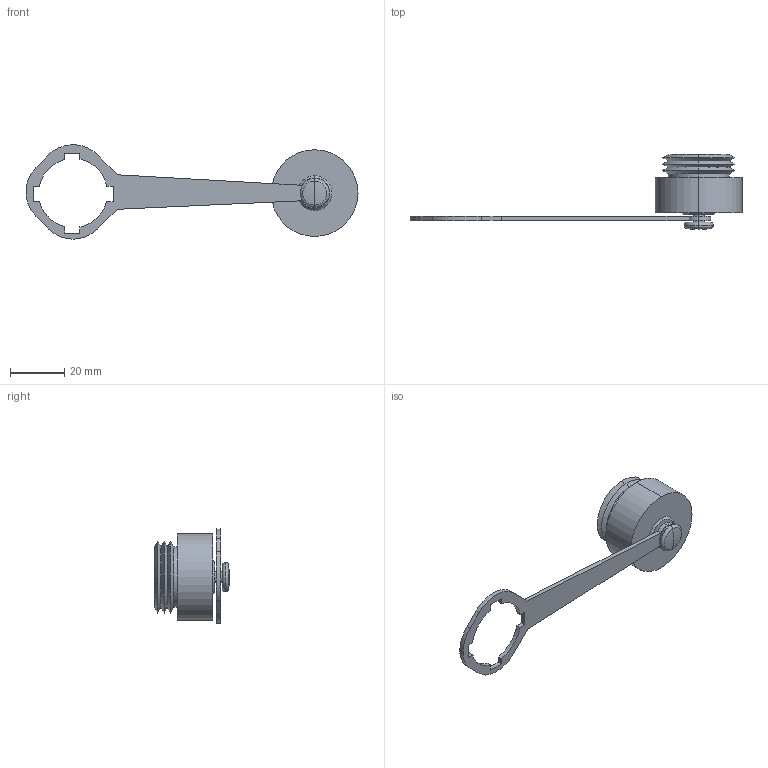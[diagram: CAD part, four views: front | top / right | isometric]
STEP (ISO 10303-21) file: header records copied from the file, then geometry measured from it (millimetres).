
FILE_DESCRIPTION (( 'STEP AP214' ), '1' );
FILE_NAME ('WJ670301.STEP', '2011-05-24T15:15:43', ( 'x' ), ( 'Microsoft' ), 'SwSTEP 2.0', 'SolidWorks 2010', '' );
FILE_SCHEMA (( 'AUTOMOTIVE_DESIGN' ));
Length unit declared in the file: inch
Products named in the file (3): WJ670301; WJ670301-MA2; WJ670301-MA1
Assembly tree (2 placements, depth 2):
  WJ670301
    WJ670301-MA2
    WJ670301-MA1
Bounding box: 122.17 x 27.61 x 34.69 mm (x, y, z)
Volume: 11622.6 mm3; surface area: 7788.4 mm2
Topology: 2 solids, 2 shells, 69 faces, 165 edges, 103 vertices
Faces by surface type: plane 26, cylinder 23, cone 14, torus 6
Entity records: 2125 total; most frequent: DIRECTION 383, CARTESIAN_POINT 340, ORIENTED_EDGE 326, EDGE_CURVE 163, AXIS2_PLACEMENT_3D 146, VERTEX_POINT 103, LINE 91, VECTOR 91
